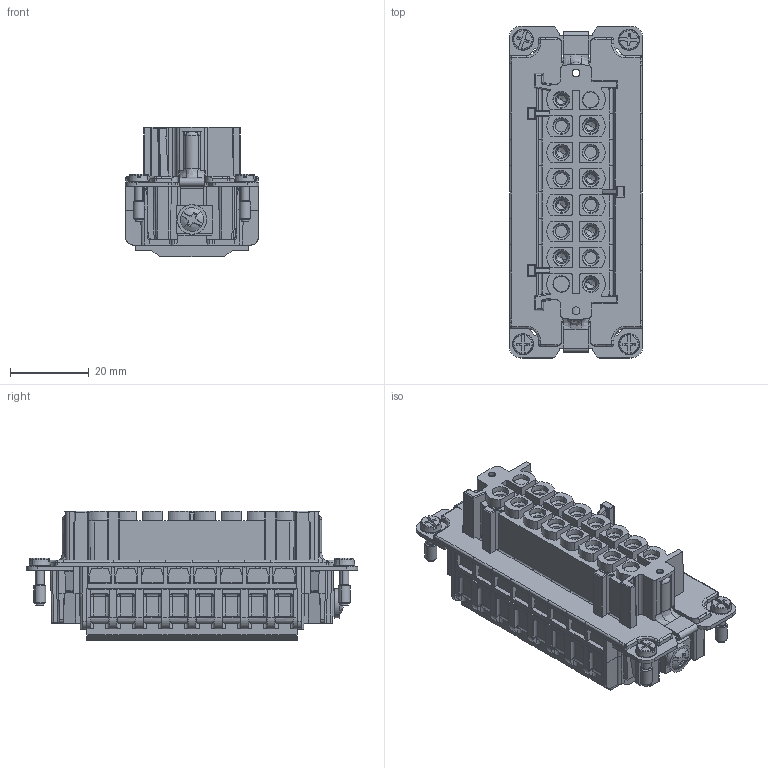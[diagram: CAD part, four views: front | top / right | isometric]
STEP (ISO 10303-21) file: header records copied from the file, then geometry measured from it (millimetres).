
FILE_DESCRIPTION(('CATIA V5 STEP Exchange','CAx-IF Rec.Pracs.--- Model Styling and Organization---1.4--- 2014-01-23'),'2;1');
FILE_NAME ('13466482_3', '2019-10-25T09:28:21+00:00', ('none'), ('Weidmueller'), 'CATIA Version 5-6 Release 2016 SP3 HF44', 'CATIA V5 STEP AP214', 'none');
FILE_SCHEMA(('AUTOMOTIVE_DESIGN { 1 0 10303 214 1 1 1 1 }'));
Products named in the file (1): 1967240000
Bounding box: 34 x 84.5 x 33 mm (x, y, z)
Volume: 47661.9 mm3; surface area: 25075.9 mm2
Topology: 1 solids, 26 shells, 2835 faces, 8589 edges, 5700 vertices
Faces by surface type: plane 1432, cylinder 718, cone 295, sphere 186, torus 90, extrusion 74, bspline 32, revolution 8
Entity records: 96503 total; most frequent: CARTESIAN_POINT 26850, ORIENTED_EDGE 16794, DIRECTION 10655, EDGE_CURVE 8397, VERTEX_POINT 5700, VECTOR 5295, LINE 5221, AXIS2_PLACEMENT_3D 3610
